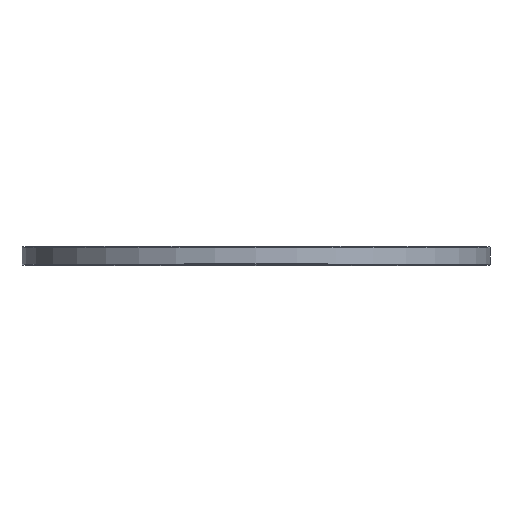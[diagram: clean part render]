
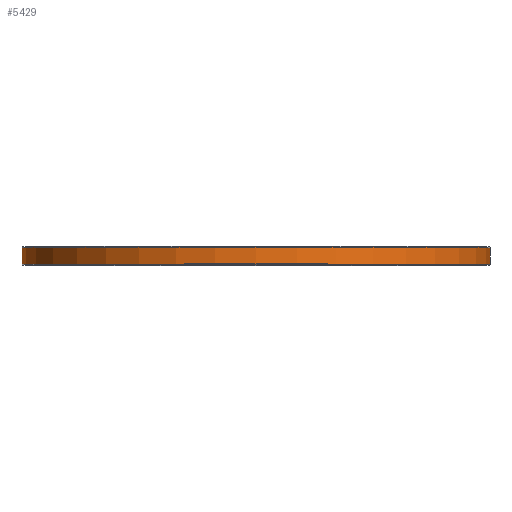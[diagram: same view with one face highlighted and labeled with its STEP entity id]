
A CAD part, top view. The second image highlights one B-rep face of the part: STEP entity #5429.
In plain terms, the highlighted cylindrical face has radius 114.385 mm (diameter 228.77 mm), a partial arc.
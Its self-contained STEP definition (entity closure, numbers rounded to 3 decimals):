
#2665=CARTESIAN_POINT('',(0.,8.6,0.));
#2666=DIRECTION('',(0.,-1.,0.));
#2667=DIRECTION('',(1.,0.,0.));
#2668=AXIS2_PLACEMENT_3D('',#2665,#2666,#2667);
#2673=DIRECTION('',(0.,-1.,0.));
#2674=VECTOR('',#2673,8.2);
#2675=CARTESIAN_POINT('',(114.385,8.6,0.));
#2676=LINE('',#2675,#2674);
#2680=CARTESIAN_POINT('',(0.,0.4,0.));
#2681=DIRECTION('',(0.,-1.,0.));
#2682=DIRECTION('',(1.,0.,0.));
#2683=AXIS2_PLACEMENT_3D('',#2680,#2681,#2682);
#2688=DIRECTION('',(0.,-1.,0.));
#2689=VECTOR('',#2688,8.2);
#2690=CARTESIAN_POINT('',(-114.385,8.6,0.));
#2691=LINE('',#2690,#2689);
#2894=CARTESIAN_POINT('',(114.385,8.6,0.));
#2895=CARTESIAN_POINT('',(-114.385,8.6,0.));
#2896=VERTEX_POINT('',#2894);
#2897=VERTEX_POINT('',#2895);
#2906=CARTESIAN_POINT('',(114.385,0.4,0.));
#2907=CARTESIAN_POINT('',(-114.385,0.4,0.));
#2908=VERTEX_POINT('',#2906);
#2909=VERTEX_POINT('',#2907);
#5418=CARTESIAN_POINT('',(0.,9.45,0.));
#5419=DIRECTION('',(0.,-1.,0.));
#5420=DIRECTION('',(-1.,0.,0.));
#5421=AXIS2_PLACEMENT_3D('',#5418,#5419,#5420);
#5422=CYLINDRICAL_SURFACE('',#5421,114.385);
#5423=ORIENTED_EDGE('',*,*,#5373,.F.);
#5424=ORIENTED_EDGE('',*,*,#5343,.T.);
#5425=ORIENTED_EDGE('',*,*,#5313,.T.);
#5426=ORIENTED_EDGE('',*,*,#5340,.F.);
#5427=EDGE_LOOP('',(#5423,#5424,#5425,#5426));
#5428=FACE_OUTER_BOUND('',#5427,.F.);
#2669=CIRCLE('',#2668,114.385);
#2684=CIRCLE('',#2683,114.385);
#5313=EDGE_CURVE('',#2908,#2909,#2684,.T.);
#5340=EDGE_CURVE('',#2897,#2909,#2691,.T.);
#5343=EDGE_CURVE('',#2896,#2908,#2676,.T.);
#5373=EDGE_CURVE('',#2896,#2897,#2669,.T.);
#5429=ADVANCED_FACE('',(#5428),#5422,.T.);
